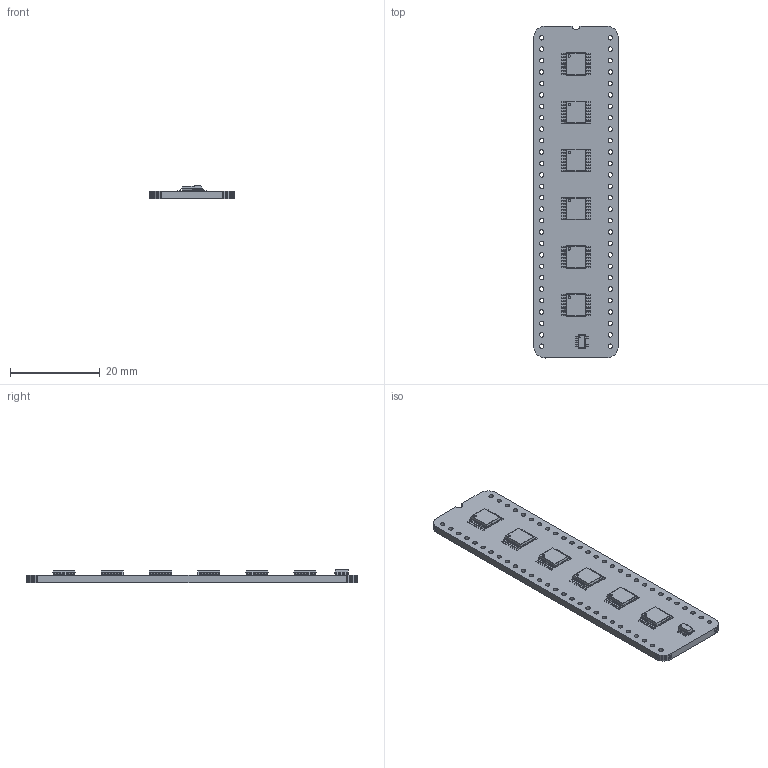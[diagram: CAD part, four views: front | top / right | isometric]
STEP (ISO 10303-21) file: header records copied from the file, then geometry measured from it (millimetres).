
FILE_DESCRIPTION(('KiCad electronic assembly'),'2;1');
FILE_NAME('Video Address Counter.step','2024-03-13T10:32:58',('Pcbnew'), ('Kicad'),'Open CASCADE STEP processor 7.7','KiCad to STEP converter', 'Unknown');
FILE_SCHEMA(('AUTOMOTIVE_DESIGN { 1 0 10303 214 1 1 1 1 }'));
Length unit declared in the file: millimetre
Products named in the file (6): Video Address Counter 1; MC74VHC139DR2G; COMPOUND; AP7365-33WG-7; Video Address Counter PCB
Assembly tree (10 placements, depth 3):
  Video Address Counter 1
    MC74VHC139DR2G  x6
      COMPOUND
    AP7365-33WG-7
      COMPOUND
    Video Address Counter PCB
Bounding box: 18.8 x 73.81 x 2.93 mm (x, y, z)
Volume: 2247.1 mm3; surface area: 3707.2 mm2
Topology: 109 solids, 109 shells, 1611 faces, 4046 edges, 2660 vertices
Faces by surface type: plane 1189, cylinder 422
Full cylindrical faces by diameter (mm): 0.2 x1, 0.55 x6, 1 x56
Entity records: 30003 total; most frequent: CARTESIAN_POINT 6055, DIRECTION 4484, LINE 2977, VECTOR 2977, ORIENTED_EDGE 2342, PCURVE 2342, DEFINITIONAL_REPRESENTATION 2342, EDGE_CURVE 1171
